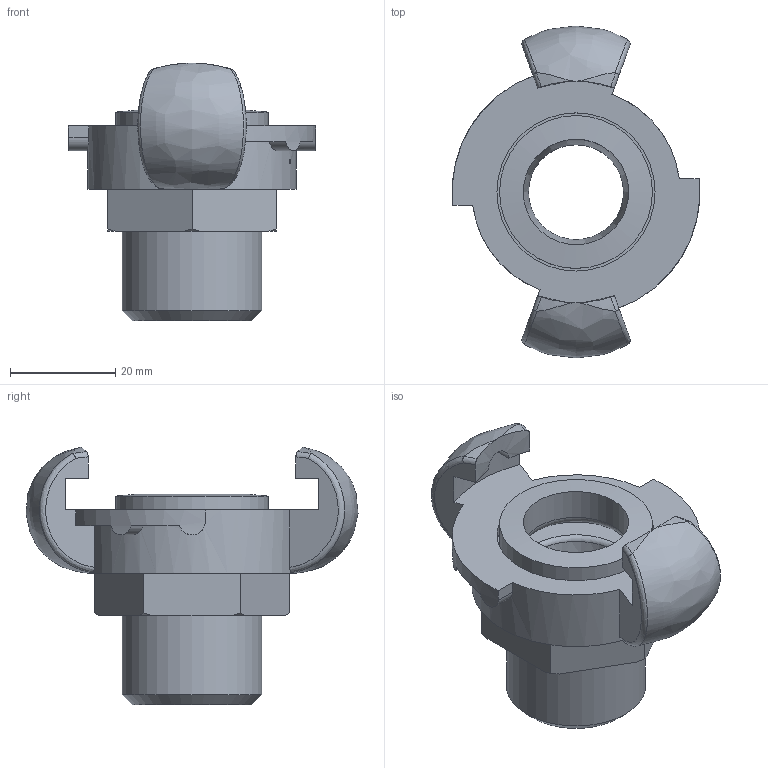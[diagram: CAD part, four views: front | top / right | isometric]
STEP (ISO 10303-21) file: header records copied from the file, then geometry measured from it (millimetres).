
FILE_DESCRIPTION(/* description */ (''),/* implementation_level */ '2;1');
FILE_NAME(/* name */ 'kag_34_npt.stp',/* time_stamp */ '2020-03-31T12:40:39+02:00',/* author */ ('schnellinger'),/* organization */ (''),/* preprocessor_version */ 'ST-DEVELOPER v17',/* originating_system */ 'Autodesk Inventor 2018',/* authorisation */ '0 mm^3');
FILE_SCHEMA (('AUTOMOTIVE_DESIGN { 1 0 10303 214 3 1 1 }'));
Length unit declared in the file: millimetre
Products named in the file (1): LUE_00025392_Shrinkwrap_1
Bounding box: 47 x 62.97 x 48.91 mm (x, y, z)
Volume: 26891.8 mm3; surface area: 14144 mm2
Topology: 2 solids, 2 shells, 80 faces, 224 edges, 149 vertices
Faces by surface type: plane 32, cylinder 21, cone 11, bspline 6, torus 6, sphere 4
Full cylindrical faces by diameter (mm): 18 x1, 20 x1, 26.441 x1, 29 x1, 30 x1, 34.5 x1, 35 x1, 39.5 x1
Entity records: 3589 total; most frequent: CARTESIAN_POINT 1479, ORIENTED_EDGE 440, DIRECTION 385, EDGE_CURVE 220, AXIS2_PLACEMENT_3D 153, VERTEX_POINT 149, EDGE_LOOP 89, STYLED_ITEM 82
